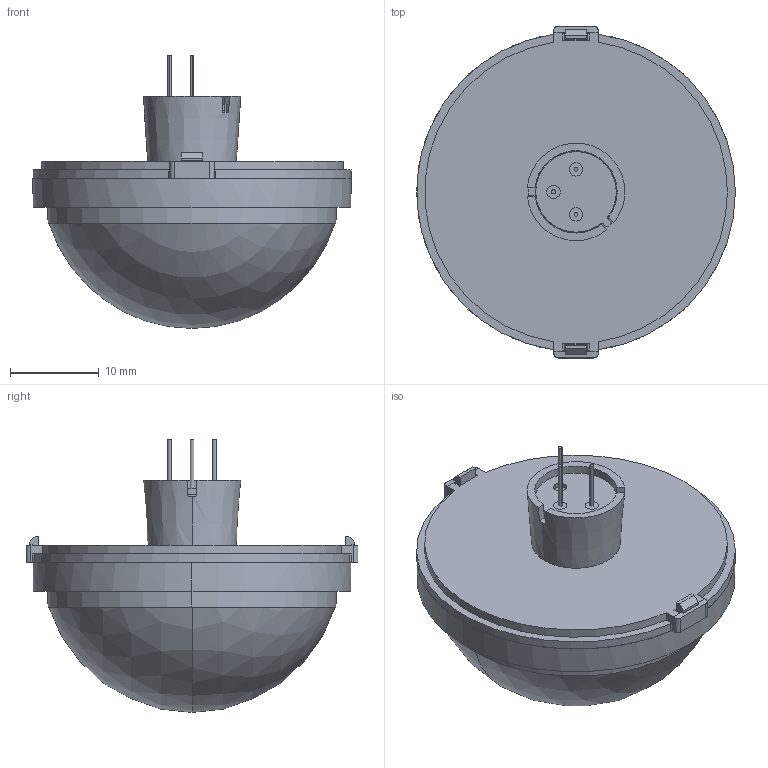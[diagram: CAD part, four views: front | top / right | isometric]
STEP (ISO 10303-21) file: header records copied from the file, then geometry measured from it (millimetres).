
FILE_DESCRIPTION (( 'STEP AP203' ), '1' );
FILE_NAME ('Ultra Long Wide lens type(draft).STEP', '2022-08-22T03:51:35', ( '' ), ( '' ), 'SwSTEP 2.0', 'SolidWorks 2020', '' );
FILE_SCHEMA (( 'CONFIG_CONTROL_DESIGN' ));
Length unit declared in the file: millimetre
Products named in the file (8): 娙堈stemem_棉太倌UA; 簡易ELEMNTNTNT; ULWL_lens draft; 娙堈filterer_棉太倌UA; Ultra Long Wide lens type(draft); PaPIRs lensless type; ULWL_case draft; 娙堈CAPAP_棉太倌UA
Assembly tree (7 placements, depth 3):
  Ultra Long Wide lens type(draft)
    ULWL_lens draft
    ULWL_case draft
    PaPIRs lensless type
      娙堈CAPAP_棉太倌UA
      娙堈stemem_棉太倌UA
      娙堈filterer_棉太倌UA
      簡易ELEMNTNTNT
Bounding box: 36 x 37.5 x 30.82 mm (x, y, z)
Volume: 13130.2 mm3; surface area: 6459.9 mm2
Topology: 15 solids, 15 shells, 208 faces, 491 edges, 315 vertices
Faces by surface type: plane 117, cylinder 69, torus 10, cone 6, bspline 4, sphere 2
Entity records: 6913 total; most frequent: CARTESIAN_POINT 1217, DIRECTION 1055, ORIENTED_EDGE 974, EDGE_CURVE 487, AXIS2_PLACEMENT_3D 377, VERTEX_POINT 315, VECTOR 301, LINE 301
